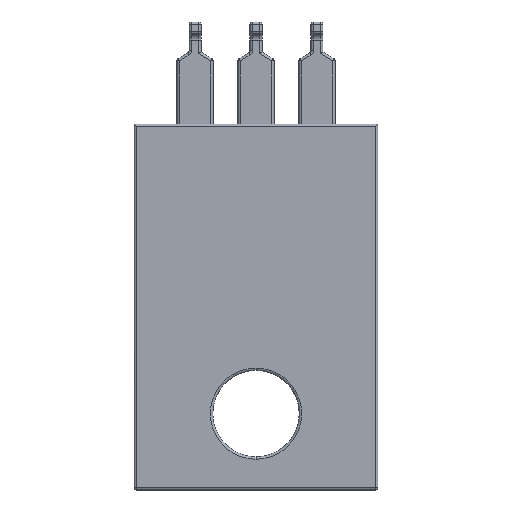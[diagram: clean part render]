
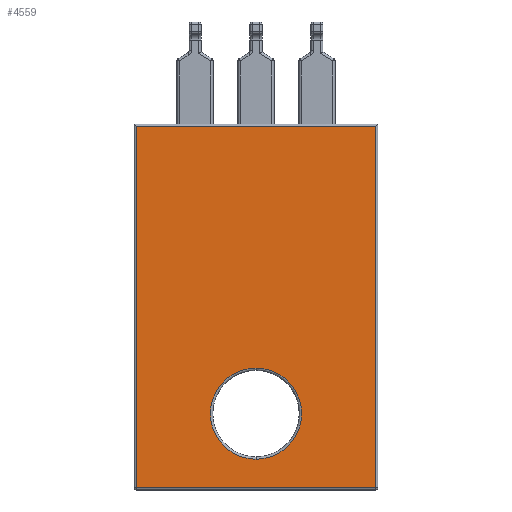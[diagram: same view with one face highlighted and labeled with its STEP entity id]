
A CAD part, front view. The second image highlights one B-rep face of the part: STEP entity #4559.
In plain terms, the highlighted planar face has unit normal (0, -1, 0).
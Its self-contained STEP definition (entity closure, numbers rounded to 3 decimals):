
#1483 = FACE_OUTER_BOUND ( 'NONE', #4564, .T. ) ;
#1484 = FACE_BOUND ( 'NONE', #4560, .T. ) ;
#1563 = DIRECTION ( 'NONE',  ( 1., 0., 0. ) ) ;
#1564 = VECTOR ( 'NONE', #1563, 1000. ) ;
#1565 = CARTESIAN_POINT ( 'NONE',  ( -2.54, 0., -19.14 ) ) ;
#1566 = LINE ( 'NONE', #1565, #1564 ) ;
#1569 = DIRECTION ( 'NONE',  ( 0., 0., 1. ) ) ;
#1570 = CARTESIAN_POINT ( 'NONE',  ( 7.52, 0., -4.1 ) ) ;
#1571 = DIRECTION ( 'NONE',  ( 0., 0., 1. ) ) ;
#1572 = VECTOR ( 'NONE', #1571, 1000. ) ;
#1573 = CARTESIAN_POINT ( 'NONE',  ( 7.52, 0., -4. ) ) ;
#1574 = LINE ( 'NONE', #1573, #1572 ) ;
#1579 = DIRECTION ( 'NONE',  ( 0., 1., 0. ) ) ;
#1580 = AXIS2_PLACEMENT_3D ( 'NONE', #1604, #1579, #1588 ) ;
#1582 = AXIS2_PLACEMENT_3D ( 'NONE', #1674, #1660, #1569 ) ;
#1588 = DIRECTION ( 'NONE',  ( 0., 0., 1. ) ) ;
#1589 = CARTESIAN_POINT ( 'NONE',  ( -2.44, 0., -19.14 ) ) ;
#1590 = DIRECTION ( 'NONE',  ( 0., 0., -1. ) ) ;
#1591 = VECTOR ( 'NONE', #1590, 1000. ) ;
#1592 = CARTESIAN_POINT ( 'NONE',  ( -2.44, 0., -4. ) ) ;
#1593 = LINE ( 'NONE', #1592, #1591 ) ;
#1594 = CARTESIAN_POINT ( 'NONE',  ( -2.44, 0., -4.1 ) ) ;
#1595 = DIRECTION ( 'NONE',  ( -1., 0., 0. ) ) ;
#1596 = VECTOR ( 'NONE', #1595, 1000. ) ;
#1597 = CARTESIAN_POINT ( 'NONE',  ( -2.54, 0., -4.1 ) ) ;
#1598 = LINE ( 'NONE', #1597, #1596 ) ;
#1604 = CARTESIAN_POINT ( 'NONE',  ( -2.54, 0., -4. ) ) ;
#1626 = CIRCLE ( 'NONE', #1582, 1.9 ) ;
#1657 = PLANE ( 'NONE',  #1580 ) ;
#1660 = DIRECTION ( 'NONE',  ( 0., 1., 0. ) ) ;
#1674 = CARTESIAN_POINT ( 'NONE',  ( 2.54, 0., -16.06 ) ) ;
#1675 = CARTESIAN_POINT ( 'NONE',  ( 7.52, 0., -19.14 ) ) ;
#1760 = CARTESIAN_POINT ( 'NONE',  ( 2.54, 0., -14.16 ) ) ;
#1762 = DIRECTION ( 'NONE',  ( 0., 0., 1. ) ) ;
#1764 = DIRECTION ( 'NONE',  ( 0., 1., 0. ) ) ;
#1765 = AXIS2_PLACEMENT_3D ( 'NONE', #1828, #1764, #1762 ) ;
#1766 = CIRCLE ( 'NONE', #1765, 1.9 ) ;
#1828 = CARTESIAN_POINT ( 'NONE',  ( 2.54, 0., -16.06 ) ) ;
#1851 = CARTESIAN_POINT ( 'NONE',  ( 2.54, 0., -17.96 ) ) ;
#4559 = ADVANCED_FACE ( 'NONE', ( #1484, #1483 ), #1657, .F. ) ;
#4560 = EDGE_LOOP ( 'NONE', ( #4561, #4562 ) ) ;
#4561 = ORIENTED_EDGE ( 'NONE', *, *, #4650, .T. ) ;
#4562 = ORIENTED_EDGE ( 'NONE', *, *, #4563, .T. ) ;
#4563 = EDGE_CURVE ( 'NONE', #4623, #4651, #1626, .T. ) ;
#4564 = EDGE_LOOP ( 'NONE', ( #4565, #4599, #4602, #4605 ) ) ;
#4565 = ORIENTED_EDGE ( 'NONE', *, *, #4597, .T. ) ;
#4566 = VERTEX_POINT ( 'NONE', #1675 ) ;
#4597 = EDGE_CURVE ( 'NONE', #4566, #4598, #1574, .T. ) ;
#4598 = VERTEX_POINT ( 'NONE', #1570 ) ;
#4599 = ORIENTED_EDGE ( 'NONE', *, *, #4600, .T. ) ;
#4600 = EDGE_CURVE ( 'NONE', #4598, #4601, #1598, .T. ) ;
#4601 = VERTEX_POINT ( 'NONE', #1594 ) ;
#4602 = ORIENTED_EDGE ( 'NONE', *, *, #4603, .T. ) ;
#4603 = EDGE_CURVE ( 'NONE', #4601, #4604, #1593, .T. ) ;
#4604 = VERTEX_POINT ( 'NONE', #1589 ) ;
#4605 = ORIENTED_EDGE ( 'NONE', *, *, #4606, .T. ) ;
#4606 = EDGE_CURVE ( 'NONE', #4604, #4566, #1566, .T. ) ;
#4623 = VERTEX_POINT ( 'NONE', #1851 ) ;
#4650 = EDGE_CURVE ( 'NONE', #4651, #4623, #1766, .T. ) ;
#4651 = VERTEX_POINT ( 'NONE', #1760 ) ;
